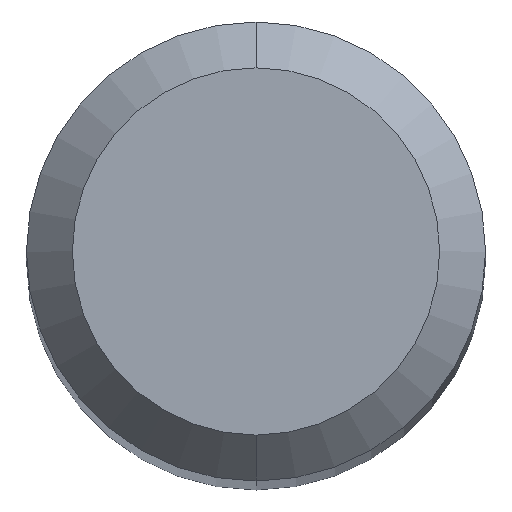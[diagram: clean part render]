
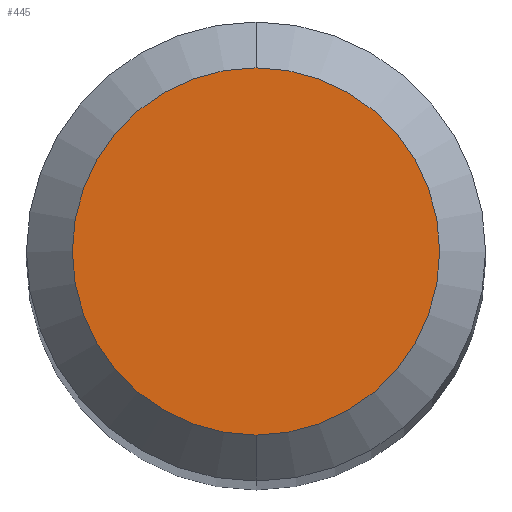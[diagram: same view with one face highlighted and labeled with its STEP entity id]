
A CAD part, top view. The second image highlights one B-rep face of the part: STEP entity #445.
In plain terms, the highlighted planar face has unit normal (0, 0, 1).
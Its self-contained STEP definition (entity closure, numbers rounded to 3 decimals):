
#269=VERTEX_POINT('',#622);
#345=EDGE_CURVE('',#419,#269,#706,.T.);
#419=VERTEX_POINT('',#785);
#441=EDGE_CURVE('',#269,#419,#808,.T.);
#445=ADVANCED_FACE('',(#812),#813,.T.);
#622=CARTESIAN_POINT('',(0.0,1.2,28.0));
#706=CIRCLE('',#1241,1.2);
#785=CARTESIAN_POINT('',(0.,-1.2,28.0));
#808=CIRCLE('',#1459,1.2);
#812=FACE_OUTER_BOUND('',#1463,.T.);
#813=PLANE('',#1464);
#1241=AXIS2_PLACEMENT_3D('',#1776,#1777,#1778);
#1459=AXIS2_PLACEMENT_3D('',#1882,#1883,#1884);
#1463=EDGE_LOOP('',(#1886,#1887));
#1464=AXIS2_PLACEMENT_3D('',#1888,#1889,#1890);
#1776=CARTESIAN_POINT('',(0.0,0.0,28.0));
#1777=DIRECTION('',(0.0,0.0,-1.0));
#1778=DIRECTION('',(0.0,1.0,0.0));
#1882=CARTESIAN_POINT('',(0.0,0.0,28.0));
#1883=DIRECTION('',(0.0,0.0,-1.0));
#1884=DIRECTION('',(0.0,1.0,0.0));
#1886=ORIENTED_EDGE('',*,*,#441,.F.);
#1887=ORIENTED_EDGE('',*,*,#345,.F.);
#1888=CARTESIAN_POINT('',(0.0,0.6,28.0));
#1889=DIRECTION('',(0.0,0.0,1.0));
#1890=DIRECTION('',(0.0,-1.0,0.0));
